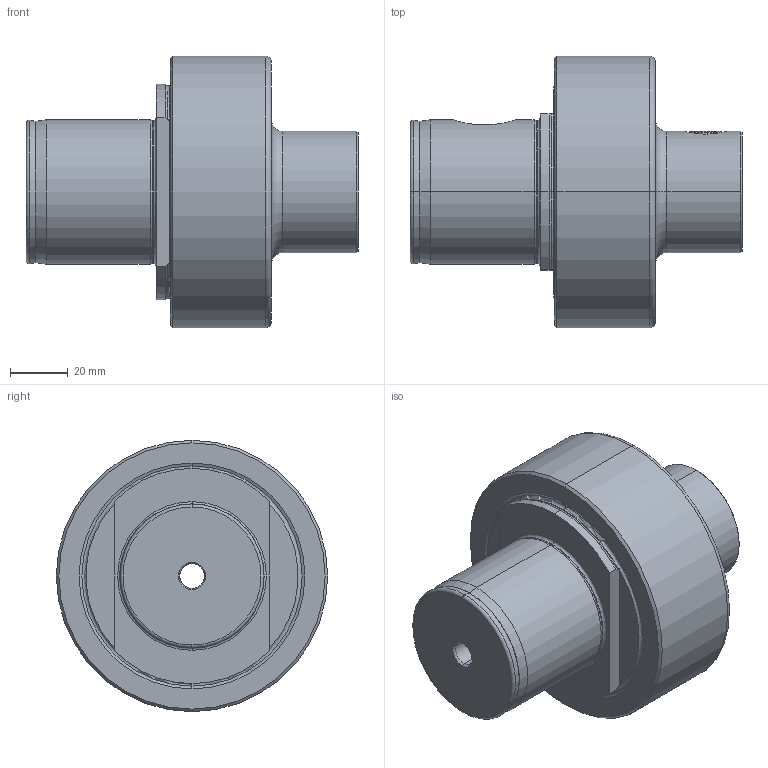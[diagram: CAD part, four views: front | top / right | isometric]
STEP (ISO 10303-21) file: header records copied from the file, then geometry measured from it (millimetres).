
FILE_DESCRIPTION (( 'STEP AP203' ), '1' );
FILE_NAME ('122.940.421.STEP', '2018-03-13T13:55:37', ( 'SWIAdmin' ), ( 'Hewlett-Packard Company' ), 'SwSTEP 2.0', 'SolidWorks 2017', '' );
FILE_SCHEMA (( 'CONFIG_CONTROL_DESIGN' ));
Length unit declared in the file: millimetre
Products named in the file (3): MB9-MB4.K01.065_C; MB4-ER1.001.013_A; 122.940.421
Assembly tree (2 placements, depth 2):
  122.940.421
    MB9-MB4.K01.065_C
    MB4-ER1.001.013_A
Bounding box: 115 x 94 x 94 mm (x, y, z)
Volume: 369074.8 mm3; surface area: 41387.2 mm2
Topology: 2 solids, 2 shells, 135 faces, 311 edges, 183 vertices
Faces by surface type: cone 41, cylinder 35, plane 35, torus 24
Entity records: 4577 total; most frequent: CARTESIAN_POINT 1167, DIRECTION 717, ORIENTED_EDGE 618, EDGE_CURVE 309, AXIS2_PLACEMENT_3D 302, VERTEX_POINT 183, CIRCLE 162, EDGE_LOOP 146
